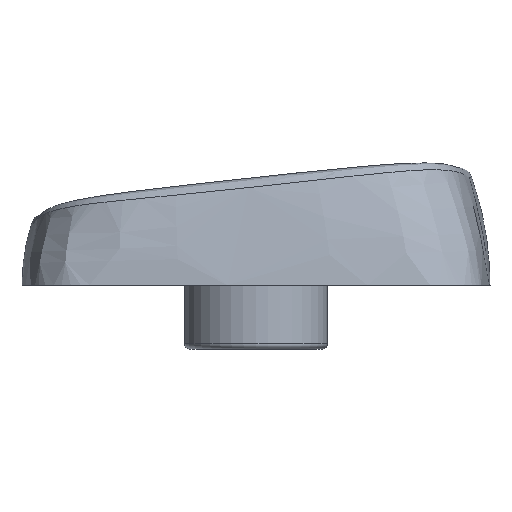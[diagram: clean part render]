
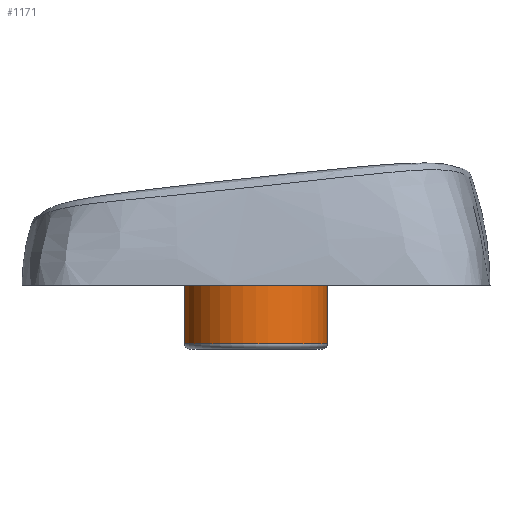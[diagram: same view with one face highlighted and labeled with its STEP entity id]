
A CAD part, left-side view. The second image highlights one B-rep face of the part: STEP entity #1171.
In plain terms, the highlighted cylindrical face has radius 2.75 mm (diameter 5.5 mm), a full revolution.
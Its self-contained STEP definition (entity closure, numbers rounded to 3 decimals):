
#183=FACE_OUTER_BOUND('',#230,.T.);
#230=EDGE_LOOP('',(#857,#858,#859,#860));
#280=CIRCLE('',#1256,2.75);
#281=CIRCLE('',#1258,2.75);
#326=LINE('',#1649,#379);
#379=VECTOR('',#1424,2.75);
#435=VERTEX_POINT('',#1644);
#436=VERTEX_POINT('',#1648);
#613=EDGE_CURVE('',#435,#435,#280,.T.);
#614=EDGE_CURVE('',#435,#436,#326,.T.);
#615=EDGE_CURVE('',#436,#436,#281,.T.);
#857=ORIENTED_EDGE('',*,*,#613,.F.);
#858=ORIENTED_EDGE('',*,*,#614,.T.);
#859=ORIENTED_EDGE('',*,*,#615,.F.);
#860=ORIENTED_EDGE('',*,*,#614,.F.);
#1142=CYLINDRICAL_SURFACE('',#1257,2.75);
#1171=ADVANCED_FACE('',(#183),#1142,.T.);
#1256=AXIS2_PLACEMENT_3D('',#1646,#1420,#1421);
#1257=AXIS2_PLACEMENT_3D('',#1647,#1422,#1423);
#1258=AXIS2_PLACEMENT_3D('',#1650,#1425,#1426);
#1420=DIRECTION('center_axis',(0.,0.,
-1.));
#1421=DIRECTION('ref_axis',(-1.,0.,0.));
#1422=DIRECTION('center_axis',(0.,0.,
-1.));
#1423=DIRECTION('ref_axis',(-1.,0.,0.));
#1424=DIRECTION('',(0.,0.,1.));
#1425=DIRECTION('center_axis',(0.,0.,
1.));
#1426=DIRECTION('ref_axis',(-1.,0.,0.));
#1644=CARTESIAN_POINT('',(2.738,0.004,-3.1));
#1646=CARTESIAN_POINT('Origin',(-0.012,0.004,
-3.1));
#1647=CARTESIAN_POINT('Origin',(-0.012,0.004,
0.));
#1648=CARTESIAN_POINT('',(2.738,0.004,-0.25));
#1649=CARTESIAN_POINT('',(2.738,0.004,0.));
#1650=CARTESIAN_POINT('Origin',(-0.012,0.004,
-0.25));
